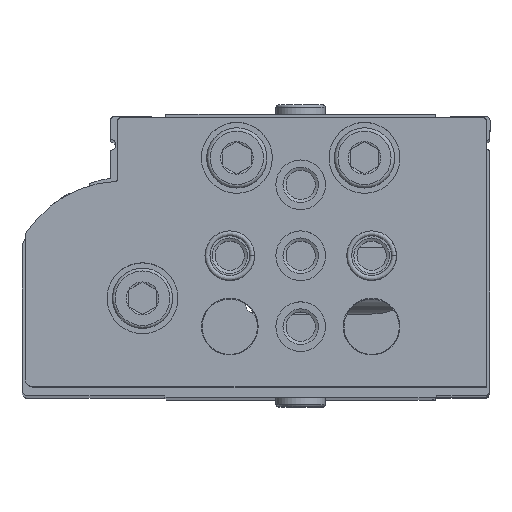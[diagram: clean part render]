
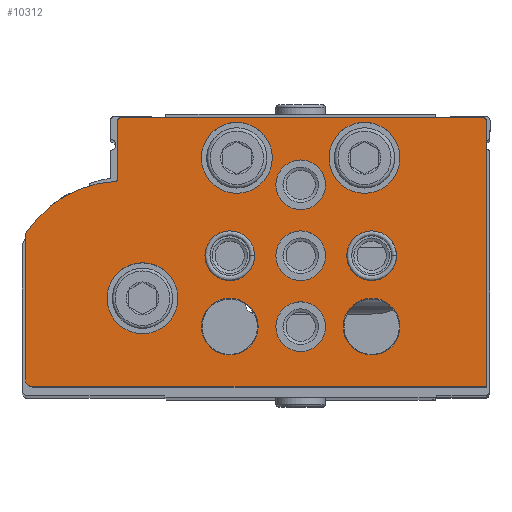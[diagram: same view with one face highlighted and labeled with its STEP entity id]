
A CAD part, top view. The second image highlights one B-rep face of the part: STEP entity #10312.
In plain terms, the highlighted face is planar.
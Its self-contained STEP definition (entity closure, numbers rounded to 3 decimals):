
#1061=LINE('',#17132,#1868);
#1063=LINE('',#17136,#1870);
#1066=LINE('',#17144,#1873);
#1071=LINE('',#17160,#1878);
#1074=LINE('',#17168,#1881);
#1868=VECTOR('',#13927,1000.);
#1870=VECTOR('',#13931,1000.);
#1873=VECTOR('',#13940,1000.);
#1878=VECTOR('',#13959,1000.);
#1881=VECTOR('',#13968,1000.);
#4056=ORIENTED_EDGE('',*,*,#5845,.T.);
#4057=ORIENTED_EDGE('',*,*,#5846,.T.);
#4058=ORIENTED_EDGE('',*,*,#5847,.T.);
#4059=ORIENTED_EDGE('',*,*,#5848,.T.);
#4060=ORIENTED_EDGE('',*,*,#5849,.T.);
#4061=ORIENTED_EDGE('',*,*,#5850,.T.);
#4062=ORIENTED_EDGE('',*,*,#5851,.T.);
#4063=ORIENTED_EDGE('',*,*,#5852,.T.);
#4064=ORIENTED_EDGE('',*,*,#5853,.T.);
#4065=ORIENTED_EDGE('',*,*,#5854,.T.);
#4066=ORIENTED_EDGE('',*,*,#5822,.F.);
#4067=ORIENTED_EDGE('',*,*,#5843,.F.);
#4068=ORIENTED_EDGE('',*,*,#5841,.F.);
#4069=ORIENTED_EDGE('',*,*,#5839,.F.);
#4070=ORIENTED_EDGE('',*,*,#5837,.T.);
#4071=ORIENTED_EDGE('',*,*,#5835,.F.);
#4072=ORIENTED_EDGE('',*,*,#5833,.F.);
#4073=ORIENTED_EDGE('',*,*,#5831,.F.);
#4074=ORIENTED_EDGE('',*,*,#5829,.F.);
#4075=ORIENTED_EDGE('',*,*,#5827,.F.);
#4076=ORIENTED_EDGE('',*,*,#5825,.F.);
#5822=EDGE_CURVE('',#6930,#6931,#7550,.T.);
#5825=EDGE_CURVE('',#6931,#6932,#1061,.T.);
#5827=EDGE_CURVE('',#6932,#6933,#1063,.T.);
#5829=EDGE_CURVE('',#6933,#6934,#7551,.T.);
#5831=EDGE_CURVE('',#6934,#6935,#1066,.T.);
#5833=EDGE_CURVE('',#6935,#6936,#7552,.T.);
#5835=EDGE_CURVE('',#6936,#6937,#7553,.T.);
#5837=EDGE_CURVE('',#6938,#6937,#7554,.T.);
#5839=EDGE_CURVE('',#6938,#6939,#1071,.T.);
#5841=EDGE_CURVE('',#6939,#6940,#7555,.T.);
#5843=EDGE_CURVE('',#6940,#6930,#1074,.T.);
#5845=EDGE_CURVE('',#6941,#6941,#7556,.T.);
#5846=EDGE_CURVE('',#6942,#6942,#7557,.T.);
#5847=EDGE_CURVE('',#6943,#6943,#7558,.T.);
#5848=EDGE_CURVE('',#6944,#6944,#7559,.T.);
#5849=EDGE_CURVE('',#6945,#6945,#7560,.T.);
#5850=EDGE_CURVE('',#6946,#6946,#7561,.T.);
#5851=EDGE_CURVE('',#6947,#6947,#7562,.T.);
#5852=EDGE_CURVE('',#6948,#6948,#7563,.T.);
#5853=EDGE_CURVE('',#6949,#6949,#7564,.T.);
#5854=EDGE_CURVE('',#6950,#6950,#7565,.T.);
#6930=VERTEX_POINT('',#17127);
#6931=VERTEX_POINT('',#17128);
#6932=VERTEX_POINT('',#17133);
#6933=VERTEX_POINT('',#17137);
#6934=VERTEX_POINT('',#17141);
#6935=VERTEX_POINT('',#17145);
#6936=VERTEX_POINT('',#17149);
#6937=VERTEX_POINT('',#17153);
#6938=VERTEX_POINT('',#17157);
#6939=VERTEX_POINT('',#17161);
#6940=VERTEX_POINT('',#17165);
#6941=VERTEX_POINT('',#17172);
#6942=VERTEX_POINT('',#17174);
#6943=VERTEX_POINT('',#17176);
#6944=VERTEX_POINT('',#17178);
#6945=VERTEX_POINT('',#17180);
#6946=VERTEX_POINT('',#17182);
#6947=VERTEX_POINT('',#17184);
#6948=VERTEX_POINT('',#17186);
#6949=VERTEX_POINT('',#17188);
#6950=VERTEX_POINT('',#17190);
#7550=CIRCLE('',#11381,0.5);
#7551=CIRCLE('',#11385,1.);
#7552=CIRCLE('',#11388,1.);
#7553=CIRCLE('',#11390,16.);
#7554=CIRCLE('',#11392,0.3);
#7555=CIRCLE('',#11395,0.5);
#7556=CIRCLE('',#11398,5.);
#7557=CIRCLE('',#11399,5.);
#7558=CIRCLE('',#11400,5.);
#7559=CIRCLE('',#11401,3.5);
#7560=CIRCLE('',#11402,3.5);
#7561=CIRCLE('',#11403,3.5);
#7562=CIRCLE('',#11404,3.5);
#7563=CIRCLE('',#11405,3.5);
#7564=CIRCLE('',#11406,4.);
#7565=CIRCLE('',#11407,4.);
#8281=EDGE_LOOP('',(#4056));
#8282=EDGE_LOOP('',(#4057));
#8283=EDGE_LOOP('',(#4058));
#8284=EDGE_LOOP('',(#4059));
#8285=EDGE_LOOP('',(#4060));
#8286=EDGE_LOOP('',(#4061));
#8287=EDGE_LOOP('',(#4062));
#8288=EDGE_LOOP('',(#4063));
#8289=EDGE_LOOP('',(#4064));
#8290=EDGE_LOOP('',(#4065));
#8291=EDGE_LOOP('',(#4066,#4067,#4068,#4069,#4070,#4071,#4072,#4073,#4074,
#4075,#4076));
#9211=FACE_BOUND('',#8281,.T.);
#9212=FACE_BOUND('',#8282,.T.);
#9213=FACE_BOUND('',#8283,.T.);
#9214=FACE_BOUND('',#8284,.T.);
#9215=FACE_BOUND('',#8285,.T.);
#9216=FACE_BOUND('',#8286,.T.);
#9217=FACE_BOUND('',#8287,.T.);
#9218=FACE_BOUND('',#8288,.T.);
#9219=FACE_BOUND('',#8289,.T.);
#9220=FACE_BOUND('',#8290,.T.);
#9221=FACE_BOUND('',#8291,.T.);
#9777=PLANE('',#11397);
#10312=ADVANCED_FACE('',(#9211,#9212,#9213,#9214,#9215,#9216,#9217,#9218,
#9219,#9220,#9221),#9777,.F.);
#11381=AXIS2_PLACEMENT_3D('',#17126,#13921,#13922);
#11385=AXIS2_PLACEMENT_3D('',#17140,#13935,#13936);
#11388=AXIS2_PLACEMENT_3D('',#17148,#13944,#13945);
#11390=AXIS2_PLACEMENT_3D('',#17152,#13949,#13950);
#11392=AXIS2_PLACEMENT_3D('',#17156,#13954,#13955);
#11395=AXIS2_PLACEMENT_3D('',#17164,#13963,#13964);
#11397=AXIS2_PLACEMENT_3D('',#17170,#13970,#13971);
#11398=AXIS2_PLACEMENT_3D('',#17171,#13972,#13973);
#11399=AXIS2_PLACEMENT_3D('',#17173,#13974,#13975);
#11400=AXIS2_PLACEMENT_3D('',#17175,#13976,#13977);
#11401=AXIS2_PLACEMENT_3D('',#17177,#13978,#13979);
#11402=AXIS2_PLACEMENT_3D('',#17179,#13980,#13981);
#11403=AXIS2_PLACEMENT_3D('',#17181,#13982,#13983);
#11404=AXIS2_PLACEMENT_3D('',#17183,#13984,#13985);
#11405=AXIS2_PLACEMENT_3D('',#17185,#13986,#13987);
#11406=AXIS2_PLACEMENT_3D('',#17187,#13988,#13989);
#11407=AXIS2_PLACEMENT_3D('',#17189,#13990,#13991);
#13921=DIRECTION('',(0.,0.,1.));
#13922=DIRECTION('',(1.,0.,0.));
#13927=DIRECTION('',(0.,-1.,0.));
#13931=DIRECTION('',(1.,0.,0.));
#13935=DIRECTION('',(0.,0.,1.));
#13936=DIRECTION('',(1.,0.,0.));
#13940=DIRECTION('',(0.,1.,0.));
#13944=DIRECTION('',(0.,0.,1.));
#13945=DIRECTION('',(1.,0.,0.));
#13949=DIRECTION('',(0.,0.,1.));
#13950=DIRECTION('',(1.,0.,0.));
#13954=DIRECTION('',(0.,0.,1.));
#13955=DIRECTION('',(1.,0.,0.));
#13959=DIRECTION('',(0.,1.,0.));
#13963=DIRECTION('',(0.,0.,1.));
#13964=DIRECTION('',(1.,0.,0.));
#13968=DIRECTION('',(-1.,0.,0.));
#13970=DIRECTION('',(0.,0.,1.));
#13971=DIRECTION('',(1.,0.,0.));
#13972=DIRECTION('',(0.,0.,1.));
#13973=DIRECTION('',(1.,0.,0.));
#13974=DIRECTION('',(0.,0.,1.));
#13975=DIRECTION('',(1.,0.,0.));
#13976=DIRECTION('',(0.,0.,1.));
#13977=DIRECTION('',(1.,0.,0.));
#13978=DIRECTION('',(0.,0.,1.));
#13979=DIRECTION('',(1.,0.,0.));
#13980=DIRECTION('',(0.,0.,1.));
#13981=DIRECTION('',(1.,0.,0.));
#13982=DIRECTION('',(0.,0.,1.));
#13983=DIRECTION('',(1.,0.,0.));
#13984=DIRECTION('',(0.,0.,1.));
#13985=DIRECTION('',(1.,0.,0.));
#13986=DIRECTION('',(0.,0.,1.));
#13987=DIRECTION('',(1.,0.,0.));
#13988=DIRECTION('',(0.,0.,1.));
#13989=DIRECTION('',(1.,0.,0.));
#13990=DIRECTION('',(0.,0.,1.));
#13991=DIRECTION('',(1.,0.,0.));
#17126=CARTESIAN_POINT('',(0.5,37.5,0.));
#17127=CARTESIAN_POINT('',(0.5,38.,0.));
#17128=CARTESIAN_POINT('',(0.,37.5,0.));
#17132=CARTESIAN_POINT('',(0.,37.5,0.));
#17133=CARTESIAN_POINT('',(0.,0.,0.));
#17136=CARTESIAN_POINT('',(0.,0.,0.));
#17137=CARTESIAN_POINT('',(64.,0.,0.));
#17140=CARTESIAN_POINT('',(64.,1.,0.));
#17141=CARTESIAN_POINT('',(65.,1.,0.));
#17144=CARTESIAN_POINT('',(65.,1.,0.));
#17145=CARTESIAN_POINT('',(65.,21.292,0.));
#17148=CARTESIAN_POINT('',(64.,21.292,0.));
#17149=CARTESIAN_POINT('',(64.833,21.844,0.));
#17152=CARTESIAN_POINT('',(51.5,13.,0.));
#17153=CARTESIAN_POINT('',(52.285,28.981,0.));
#17156=CARTESIAN_POINT('',(52.3,29.28,0.));
#17157=CARTESIAN_POINT('',(52.,29.28,0.));
#17160=CARTESIAN_POINT('',(52.,29.28,0.));
#17161=CARTESIAN_POINT('',(52.,37.5,0.));
#17164=CARTESIAN_POINT('',(51.5,37.5,0.));
#17165=CARTESIAN_POINT('',(51.5,38.,0.));
#17168=CARTESIAN_POINT('',(51.5,38.,0.));
#17170=CARTESIAN_POINT('',(0.5,37.5,0.));
#17171=CARTESIAN_POINT('',(48.5,12.5,0.));
#17172=CARTESIAN_POINT('',(53.5,12.5,0.));
#17173=CARTESIAN_POINT('',(35.2,32.3,0.));
#17174=CARTESIAN_POINT('',(40.2,32.3,0.));
#17175=CARTESIAN_POINT('',(17.2,32.3,0.));
#17176=CARTESIAN_POINT('',(22.2,32.3,0.));
#17177=CARTESIAN_POINT('',(26.2,28.5,0.));
#17178=CARTESIAN_POINT('',(29.7,28.5,0.));
#17179=CARTESIAN_POINT('',(36.2,18.5,0.));
#17180=CARTESIAN_POINT('',(39.7,18.5,0.));
#17181=CARTESIAN_POINT('',(26.2,18.5,0.));
#17182=CARTESIAN_POINT('',(29.7,18.5,0.));
#17183=CARTESIAN_POINT('',(16.2,18.5,0.));
#17184=CARTESIAN_POINT('',(19.7,18.5,0.));
#17185=CARTESIAN_POINT('',(26.2,8.5,0.));
#17186=CARTESIAN_POINT('',(29.7,8.5,0.));
#17187=CARTESIAN_POINT('',(36.2,8.5,0.));
#17188=CARTESIAN_POINT('',(40.2,8.5,0.));
#17189=CARTESIAN_POINT('',(16.2,8.5,0.));
#17190=CARTESIAN_POINT('',(20.2,8.5,0.));
